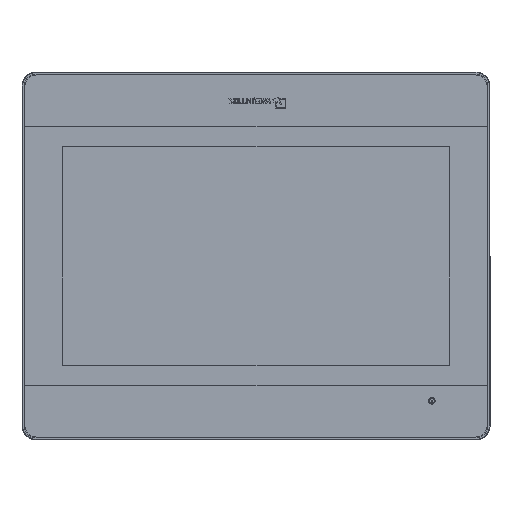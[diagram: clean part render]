
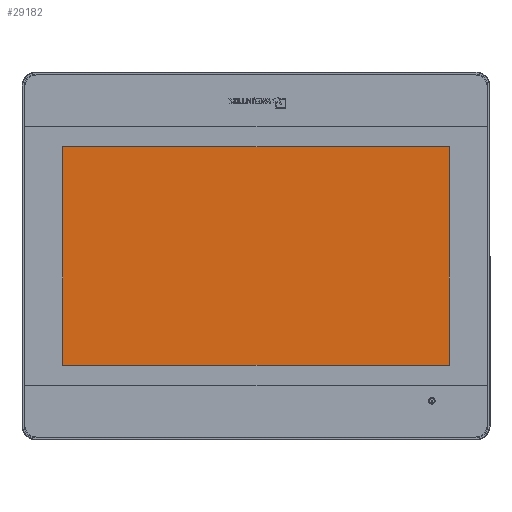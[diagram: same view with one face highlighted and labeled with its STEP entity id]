
A CAD part, top view. The second image highlights one B-rep face of the part: STEP entity #29182.
In plain terms, the highlighted planar face has unit normal (0, 0, 1).
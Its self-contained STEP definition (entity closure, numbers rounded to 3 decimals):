
#4107 = AXIS2_PLACEMENT_3D ( 'NONE', #4917, #4923, #4924 ) ;
#4917 = CARTESIAN_POINT ( 'NONE',  ( -126.8, 97.8, 5.43 ) ) ;
#4920 = FACE_OUTER_BOUND ( 'NONE', #29810, .T. ) ;
#4921 = PLANE ( 'NONE',  #4107 ) ;
#4923 = DIRECTION ( 'NONE',  ( 0., 0., 1. ) ) ;
#4924 = DIRECTION ( 'NONE',  ( -1., 0., 0. ) ) ;
#5446 = LINE ( 'NONE', #5521, #6450 ) ;
#5517 = LINE ( 'NONE', #5519, #6462 ) ;
#5519 = CARTESIAN_POINT ( 'NONE',  ( -126.8, -63.14, 5.43 ) ) ;
#5520 = DIRECTION ( 'NONE',  ( -1., 0., 0. ) ) ;
#5521 = CARTESIAN_POINT ( 'NONE',  ( -111.87, 97.8, 5.43 ) ) ;
#5522 = DIRECTION ( 'NONE',  ( 0., 1., 0. ) ) ;
#5523 = LINE ( 'NONE', #5524, #6464 ) ;
#5524 = CARTESIAN_POINT ( 'NONE',  ( -126.8, 63.14, 5.43 ) ) ;
#5525 = DIRECTION ( 'NONE',  ( 1., 0., 0. ) ) ;
#5526 = LINE ( 'NONE', #5527, #6465 ) ;
#5527 = CARTESIAN_POINT ( 'NONE',  ( 111.87, 97.8, 5.43 ) ) ;
#5528 = DIRECTION ( 'NONE',  ( 0., -1., 0. ) ) ;
#6450 = VECTOR ( 'NONE', #5522, 1000. ) ;
#6462 = VECTOR ( 'NONE', #5520, 1000. ) ;
#6464 = VECTOR ( 'NONE', #5525, 1000. ) ;
#6465 = VECTOR ( 'NONE', #5528, 1000. ) ;
#17610 = CARTESIAN_POINT ( 'NONE',  ( -111.87, -63.14, 5.43 ) ) ;
#17611 = CARTESIAN_POINT ( 'NONE',  ( -111.87, 63.14, 5.43 ) ) ;
#17776 = CARTESIAN_POINT ( 'NONE',  ( 111.87, 63.14, 5.43 ) ) ;
#17790 = CARTESIAN_POINT ( 'NONE',  ( 111.87, -63.14, 5.43 ) ) ;
#29182 = ADVANCED_FACE ( 'NONE', ( #4920 ), #4921, .T. ) ;
#29767 = ORIENTED_EDGE ( 'NONE', *, *, #30937, .F. ) ;
#29768 = ORIENTED_EDGE ( 'NONE', *, *, #30935, .F. ) ;
#29769 = ORIENTED_EDGE ( 'NONE', *, *, #30942, .F. ) ;
#29770 = ORIENTED_EDGE ( 'NONE', *, *, #30940, .F. ) ;
#29810 = EDGE_LOOP ( 'NONE', ( #29767, #29768, #29769, #29770 ) ) ;
#30935 = EDGE_CURVE ( 'NONE', #36002, #35822, #5517, .T. ) ;
#30937 = EDGE_CURVE ( 'NONE', #35822, #35823, #5446, .T. ) ;
#30940 = EDGE_CURVE ( 'NONE', #35823, #35988, #5523, .T. ) ;
#30942 = EDGE_CURVE ( 'NONE', #35988, #36002, #5526, .T. ) ;
#35822 = VERTEX_POINT ( 'NONE', #17610 ) ;
#35823 = VERTEX_POINT ( 'NONE', #17611 ) ;
#35988 = VERTEX_POINT ( 'NONE', #17776 ) ;
#36002 = VERTEX_POINT ( 'NONE', #17790 ) ;
